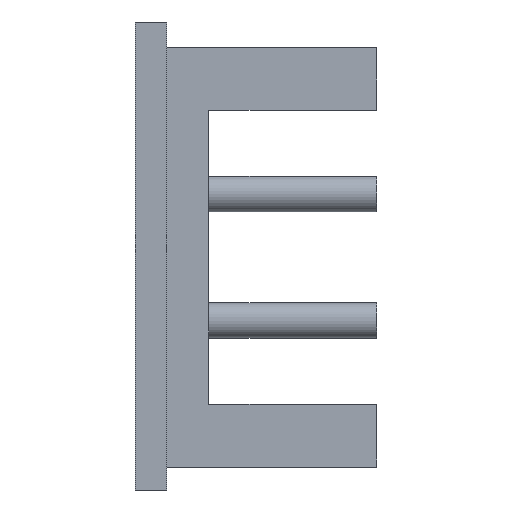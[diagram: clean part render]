
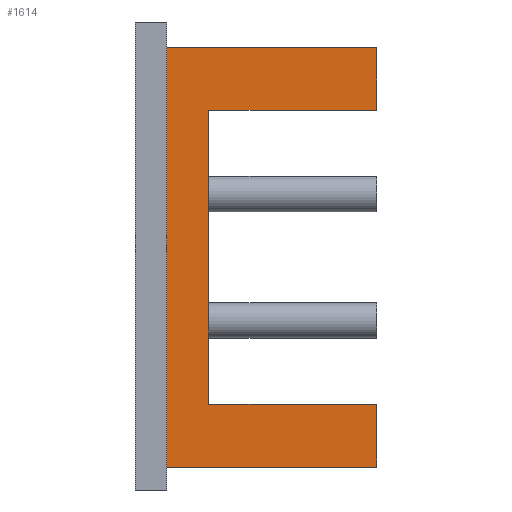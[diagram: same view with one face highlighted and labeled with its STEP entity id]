
A CAD part, left-side view. The second image highlights one B-rep face of the part: STEP entity #1614.
In plain terms, the highlighted planar face has unit normal (-1, 0, 0).
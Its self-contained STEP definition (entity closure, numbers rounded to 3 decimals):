
#23 = ORIENTED_EDGE ( 'NONE', *, *, #1398, .T. ) ;
#47 = VERTEX_POINT ( 'NONE', #192 ) ;
#86 = CARTESIAN_POINT ( 'NONE',  ( -120.503, 4., -23.145 ) ) ;
#93 = ORIENTED_EDGE ( 'NONE', *, *, #1671, .F. ) ;
#136 = VERTEX_POINT ( 'NONE', #1148 ) ;
#145 = EDGE_CURVE ( 'NONE', #136, #1693, #504, .T. ) ;
#170 = CARTESIAN_POINT ( 'NONE',  ( -120.503, 4., -23.145 ) ) ;
#188 = EDGE_CURVE ( 'NONE', #47, #273, #380, .T. ) ;
#192 = CARTESIAN_POINT ( 'NONE',  ( -120.503, -16., -29.145 ) ) ;
#211 = DIRECTION ( 'NONE',  ( 0., 0., 1. ) ) ;
#226 = FACE_OUTER_BOUND ( 'NONE', #660, .T. ) ;
#258 = EDGE_CURVE ( 'NONE', #1616, #1611, #819, .T. ) ;
#273 = VERTEX_POINT ( 'NONE', #408 ) ;
#293 = VECTOR ( 'NONE', #211, 1000. ) ;
#298 = DIRECTION ( 'NONE',  ( 0., -1., 0. ) ) ;
#306 = ORIENTED_EDGE ( 'NONE', *, *, #188, .F. ) ;
#309 = LINE ( 'NONE', #845, #293 ) ;
#320 = VECTOR ( 'NONE', #1541, 1000. ) ;
#336 = CARTESIAN_POINT ( 'NONE',  ( -120.503, 4., -63.145 ) ) ;
#380 = LINE ( 'NONE', #1562, #1051 ) ;
#387 = DIRECTION ( 'NONE',  ( 0., 0., -1. ) ) ;
#397 = VECTOR ( 'NONE', #298, 1000. ) ;
#408 = CARTESIAN_POINT ( 'NONE',  ( -120.503, 0., -29.145 ) ) ;
#435 = VERTEX_POINT ( 'NONE', #854 ) ;
#453 = CARTESIAN_POINT ( 'NONE',  ( -120.503, -16., -23.145 ) ) ;
#462 = ORIENTED_EDGE ( 'NONE', *, *, #1528, .T. ) ;
#469 = PLANE ( 'NONE',  #1465 ) ;
#504 = LINE ( 'NONE', #1027, #912 ) ;
#513 = DIRECTION ( 'NONE',  ( 0., 0., -1. ) ) ;
#601 = DIRECTION ( 'NONE',  ( 0., -1., 0. ) ) ;
#655 = EDGE_CURVE ( 'NONE', #1213, #1693, #982, .T. ) ;
#656 = CARTESIAN_POINT ( 'NONE',  ( -120.503, -16., -23.145 ) ) ;
#660 = EDGE_LOOP ( 'NONE', ( #1675, #1441, #462, #23, #306, #1473, #1323, #93 ) ) ;
#775 = DIRECTION ( 'NONE',  ( 0., 1., 0. ) ) ;
#782 = VECTOR ( 'NONE', #1521, 1000. ) ;
#783 = CARTESIAN_POINT ( 'NONE',  ( -120.503, 4., -63.145 ) ) ;
#819 = LINE ( 'NONE', #170, #397 ) ;
#845 = CARTESIAN_POINT ( 'NONE',  ( -120.503, 0., -23.145 ) ) ;
#854 = CARTESIAN_POINT ( 'NONE',  ( -120.503, 0., -57.145 ) ) ;
#865 = CARTESIAN_POINT ( 'NONE',  ( -120.503, 4., -23.145 ) ) ;
#912 = VECTOR ( 'NONE', #387, 1000. ) ;
#976 = DIRECTION ( 'NONE',  ( 0., 0., -1. ) ) ;
#982 = LINE ( 'NONE', #336, #1522 ) ;
#995 = LINE ( 'NONE', #1263, #782 ) ;
#1027 = CARTESIAN_POINT ( 'NONE',  ( -120.503, -16., -63.145 ) ) ;
#1051 = VECTOR ( 'NONE', #775, 1000. ) ;
#1100 = DIRECTION ( 'NONE',  ( 1., 0., 0. ) ) ;
#1130 = CARTESIAN_POINT ( 'NONE',  ( -120.503, 4., -23.145 ) ) ;
#1148 = CARTESIAN_POINT ( 'NONE',  ( -120.503, -16., -57.145 ) ) ;
#1149 = EDGE_CURVE ( 'NONE', #1611, #47, #1195, .T. ) ;
#1195 = LINE ( 'NONE', #656, #1418 ) ;
#1213 = VERTEX_POINT ( 'NONE', #783 ) ;
#1261 = LINE ( 'NONE', #86, #320 ) ;
#1263 = CARTESIAN_POINT ( 'NONE',  ( -120.503, -16., -57.145 ) ) ;
#1323 = ORIENTED_EDGE ( 'NONE', *, *, #258, .F. ) ;
#1398 = EDGE_CURVE ( 'NONE', #435, #273, #309, .T. ) ;
#1418 = VECTOR ( 'NONE', #513, 1000. ) ;
#1441 = ORIENTED_EDGE ( 'NONE', *, *, #145, .F. ) ;
#1465 = AXIS2_PLACEMENT_3D ( 'NONE', #1130, #1100, #976 ) ;
#1473 = ORIENTED_EDGE ( 'NONE', *, *, #1149, .F. ) ;
#1509 = CARTESIAN_POINT ( 'NONE',  ( -120.503, -16., -63.145 ) ) ;
#1521 = DIRECTION ( 'NONE',  ( 0., 1., 0. ) ) ;
#1522 = VECTOR ( 'NONE', #601, 1000. ) ;
#1528 = EDGE_CURVE ( 'NONE', #136, #435, #995, .T. ) ;
#1541 = DIRECTION ( 'NONE',  ( 0., 0., 1. ) ) ;
#1562 = CARTESIAN_POINT ( 'NONE',  ( -120.503, -16., -29.145 ) ) ;
#1611 = VERTEX_POINT ( 'NONE', #453 ) ;
#1614 = ADVANCED_FACE ( 'NONE', ( #226 ), #469, .F. ) ;
#1616 = VERTEX_POINT ( 'NONE', #865 ) ;
#1671 = EDGE_CURVE ( 'NONE', #1213, #1616, #1261, .T. ) ;
#1675 = ORIENTED_EDGE ( 'NONE', *, *, #655, .T. ) ;
#1693 = VERTEX_POINT ( 'NONE', #1509 ) ;
